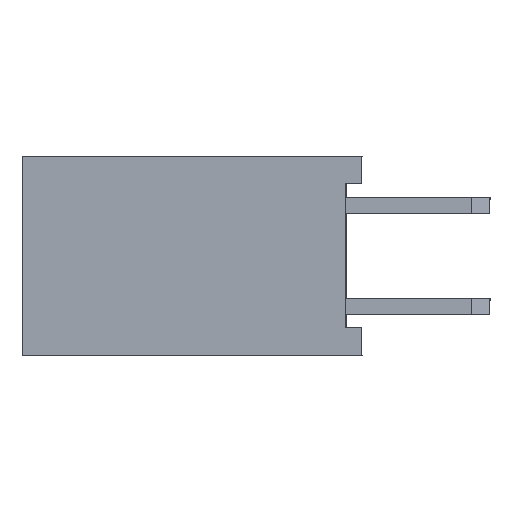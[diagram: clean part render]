
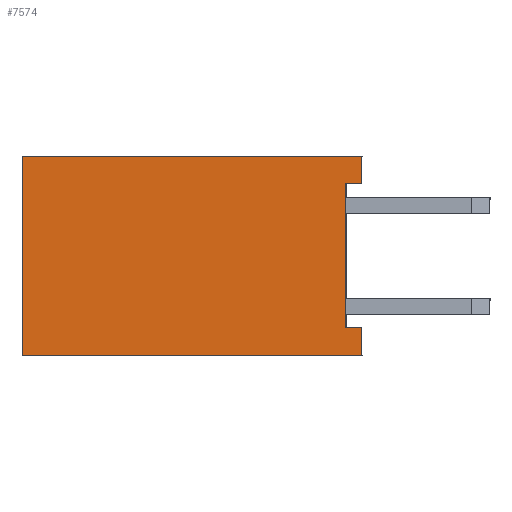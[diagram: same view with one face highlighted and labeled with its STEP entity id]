
A CAD part, left-side view. The second image highlights one B-rep face of the part: STEP entity #7574.
In plain terms, the highlighted planar face has unit normal (-1, 0, 0).
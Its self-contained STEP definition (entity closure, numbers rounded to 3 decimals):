
#75 = EDGE_CURVE ( 'NONE', #7192, #7188, #3165, .T. ) ;
#182 = VERTEX_POINT ( 'NONE', #3635 ) ;
#184 = VERTEX_POINT ( 'NONE', #3632 ) ;
#187 = VERTEX_POINT ( 'NONE', #3675 ) ;
#190 = VERTEX_POINT ( 'NONE', #3681 ) ;
#202 = VERTEX_POINT ( 'NONE', #3527 ) ;
#203 = VERTEX_POINT ( 'NONE', #3550 ) ;
#831 = ORIENTED_EDGE ( 'NONE', *, *, #75, .F. ) ;
#840 = ORIENTED_EDGE ( 'NONE', *, *, #7411, .T. ) ;
#859 = ORIENTED_EDGE ( 'NONE', *, *, #7387, .F. ) ;
#870 = ORIENTED_EDGE ( 'NONE', *, *, #7388, .F. ) ;
#884 = ORIENTED_EDGE ( 'NONE', *, *, #7379, .F. ) ;
#896 = ORIENTED_EDGE ( 'NONE', *, *, #7357, .F. ) ;
#903 = ORIENTED_EDGE ( 'NONE', *, *, #7378, .T. ) ;
#920 = ORIENTED_EDGE ( 'NONE', *, *, #7393, .T. ) ;
#2152 = DIRECTION ( 'NONE',  ( 0., 0., -1. ) ) ;
#2170 = CARTESIAN_POINT ( 'NONE',  ( 0., 0.4, -0.69 ) ) ;
#2575 = LINE ( 'NONE', #4614, #2626 ) ;
#2626 = VECTOR ( 'NONE', #4644, 1000. ) ;
#2644 = VECTOR ( 'NONE', #4686, 1000. ) ;
#2651 = LINE ( 'NONE', #4664, #2673 ) ;
#2656 = LINE ( 'NONE', #4695, #2690 ) ;
#2667 = LINE ( 'NONE', #4704, #2694 ) ;
#2671 = LINE ( 'NONE', #4670, #2644 ) ;
#2673 = VECTOR ( 'NONE', #4666, 1000. ) ;
#2690 = VECTOR ( 'NONE', #4699, 1000. ) ;
#2693 = VECTOR ( 'NONE', #4676, 1000. ) ;
#2694 = VECTOR ( 'NONE', #4697, 1000. ) ;
#2698 = LINE ( 'NONE', #4682, #2693 ) ;
#2707 = VECTOR ( 'NONE', #4463, 1000. ) ;
#2713 = LINE ( 'NONE', #4438, #2707 ) ;
#2982 = FACE_OUTER_BOUND ( 'NONE', #7251, .T. ) ;
#3165 = LINE ( 'NONE', #2170, #3166 ) ;
#3166 = VECTOR ( 'NONE', #2152, 1000. ) ;
#3527 = CARTESIAN_POINT ( 'NONE',  ( 0., 0., -0.69 ) ) ;
#3550 = CARTESIAN_POINT ( 'NONE',  ( 0., 0., -4.3 ) ) ;
#3632 = CARTESIAN_POINT ( 'NONE',  ( 0., 0., -5. ) ) ;
#3635 = CARTESIAN_POINT ( 'NONE',  ( 0., 8.5, 0. ) ) ;
#3675 = CARTESIAN_POINT ( 'NONE',  ( 0., 0., 0. ) ) ;
#3681 = CARTESIAN_POINT ( 'NONE',  ( 0., 8.5, -5. ) ) ;
#3826 = CARTESIAN_POINT ( 'NONE',  ( 0., 0.4, -4.3 ) ) ;
#4438 = CARTESIAN_POINT ( 'NONE',  ( 0., 8.5, -5. ) ) ;
#4463 = DIRECTION ( 'NONE',  ( 0., -1., 0. ) ) ;
#4560 = CARTESIAN_POINT ( 'NONE',  ( 0., 0.4, -0.69 ) ) ;
#4614 = CARTESIAN_POINT ( 'NONE',  ( 0., 8.5, 0. ) ) ;
#4644 = DIRECTION ( 'NONE',  ( 0., 0., 1. ) ) ;
#4664 = CARTESIAN_POINT ( 'NONE',  ( 0., 0.4, -4.3 ) ) ;
#4666 = DIRECTION ( 'NONE',  ( 0., -1., 0. ) ) ;
#4670 = CARTESIAN_POINT ( 'NONE',  ( 0., 0.4, -0.69 ) ) ;
#4676 = DIRECTION ( 'NONE',  ( 0., 0., 1. ) ) ;
#4682 = CARTESIAN_POINT ( 'NONE',  ( 0., 0., 0. ) ) ;
#4686 = DIRECTION ( 'NONE',  ( 0., 1., 0. ) ) ;
#4695 = CARTESIAN_POINT ( 'NONE',  ( 0., 0., 0. ) ) ;
#4697 = DIRECTION ( 'NONE',  ( 0., -1., 0. ) ) ;
#4699 = DIRECTION ( 'NONE',  ( 0., 0., 1. ) ) ;
#4704 = CARTESIAN_POINT ( 'NONE',  ( 0., 8.5, 0. ) ) ;
#5306 = AXIS2_PLACEMENT_3D ( 'NONE', #5568, #5567, #5556 ) ;
#5554 = PLANE ( 'NONE',  #5306 ) ;
#5556 = DIRECTION ( 'NONE',  ( 0., 0., -1. ) ) ;
#5567 = DIRECTION ( 'NONE',  ( 1., 0., 0. ) ) ;
#5568 = CARTESIAN_POINT ( 'NONE',  ( 0., 8.5, 0. ) ) ;
#7188 = VERTEX_POINT ( 'NONE', #3826 ) ;
#7192 = VERTEX_POINT ( 'NONE', #4560 ) ;
#7251 = EDGE_LOOP ( 'NONE', ( #831, #870, #920, #859, #896, #840, #903, #884 ) ) ;
#7357 = EDGE_CURVE ( 'NONE', #190, #182, #2575, .T. ) ;
#7378 = EDGE_CURVE ( 'NONE', #184, #203, #2698, .T. ) ;
#7379 = EDGE_CURVE ( 'NONE', #7188, #203, #2651, .T. ) ;
#7387 = EDGE_CURVE ( 'NONE', #182, #187, #2667, .T. ) ;
#7388 = EDGE_CURVE ( 'NONE', #202, #7192, #2671, .T. ) ;
#7393 = EDGE_CURVE ( 'NONE', #202, #187, #2656, .T. ) ;
#7411 = EDGE_CURVE ( 'NONE', #190, #184, #2713, .T. ) ;
#7574 = ADVANCED_FACE ( 'NONE', ( #2982 ), #5554, .F. ) ;
